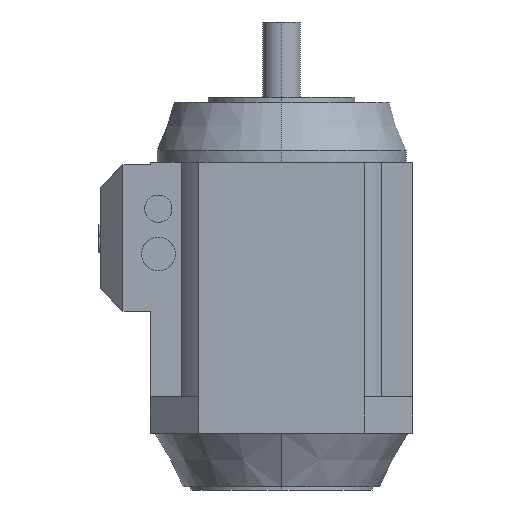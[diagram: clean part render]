
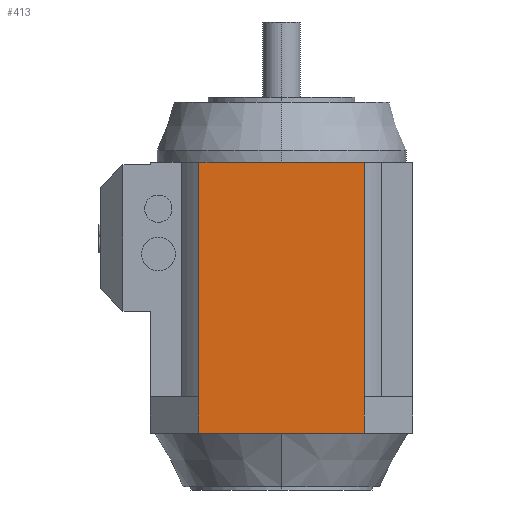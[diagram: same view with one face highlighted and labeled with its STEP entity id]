
A CAD part, left-side view. The second image highlights one B-rep face of the part: STEP entity #413.
In plain terms, the highlighted planar face has unit normal (-1, 0, 0).
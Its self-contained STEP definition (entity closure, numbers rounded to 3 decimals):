
#215=PLANE('',#3049);
#413=ADVANCED_FACE('',(#573),#215,.T.);
#573=FACE_OUTER_BOUND('',#763,.T.);
#763=EDGE_LOOP('',(#1604,#1605,#1606,#1607,#1608,#1609));
#1604=ORIENTED_EDGE('',*,*,#1985,.T.);
#1605=ORIENTED_EDGE('',*,*,#2033,.F.);
#1606=ORIENTED_EDGE('',*,*,#2252,.F.);
#1607=ORIENTED_EDGE('',*,*,#2253,.T.);
#1608=ORIENTED_EDGE('',*,*,#2249,.T.);
#1609=ORIENTED_EDGE('',*,*,#2010,.T.);
#1706=VERTEX_POINT('',#4057);
#1707=VERTEX_POINT('',#4059);
#1716=VERTEX_POINT('',#4108);
#1729=VERTEX_POINT('',#4154);
#1868=VERTEX_POINT('',#4706);
#1869=VERTEX_POINT('',#4710);
#1985=EDGE_CURVE('',#1707,#1706,#2299,.T.);
#2010=EDGE_CURVE('',#1716,#1707,#2313,.T.);
#2033=EDGE_CURVE('',#1729,#1706,#2334,.T.);
#2249=EDGE_CURVE('',#1868,#1716,#2527,.T.);
#2252=EDGE_CURVE('',#1869,#1729,#2530,.T.);
#2253=EDGE_CURVE('',#1869,#1868,#2531,.T.);
#2299=LINE('',#4058,#2577);
#2313=LINE('',#4109,#2591);
#2334=LINE('',#4155,#2612);
#2527=LINE('',#4705,#2805);
#2530=LINE('',#4711,#2808);
#2531=LINE('',#4713,#2809);
#2577=VECTOR('',#3326,1.);
#2591=VECTOR('',#3394,1.);
#2612=VECTOR('',#3439,1.);
#2805=VECTOR('',#3798,1.);
#2808=VECTOR('',#3803,1.);
#2809=VECTOR('',#3806,1.);
#3049=AXIS2_PLACEMENT_3D('',#4714,#3807,#3808);
#3326=DIRECTION('',(0.,1.,0.));
#3394=DIRECTION('',(0.,0.,1.));
#3439=DIRECTION('',(0.,0.,1.));
#3798=DIRECTION('',(0.,0.,1.));
#3803=DIRECTION('',(0.,0.,1.));
#3806=DIRECTION('',(0.,-1.,0.));
#3807=DIRECTION('',(-1.,0.,0.));
#3808=DIRECTION('',(0.,0.,-1.));
#4057=CARTESIAN_POINT('',(-98.5,62.013,203.5));
#4058=CARTESIAN_POINT('',(-98.5,-62.013,203.5));
#4059=CARTESIAN_POINT('',(-98.5,-62.013,203.5));
#4108=CARTESIAN_POINT('',(-98.5,-62.013,27.5));
#4109=CARTESIAN_POINT('',(-98.5,-62.013,27.5));
#4154=CARTESIAN_POINT('',(-98.5,62.013,27.5));
#4155=CARTESIAN_POINT('',(-98.5,62.013,27.5));
#4705=CARTESIAN_POINT('',(-98.5,-62.013,0.));
#4706=CARTESIAN_POINT('',(-98.5,-62.013,0.));
#4710=CARTESIAN_POINT('',(-98.5,62.013,0.));
#4711=CARTESIAN_POINT('',(-98.5,62.013,0.));
#4713=CARTESIAN_POINT('',(-98.5,62.013,0.));
#4714=CARTESIAN_POINT('',(-98.5,0.,0.));
